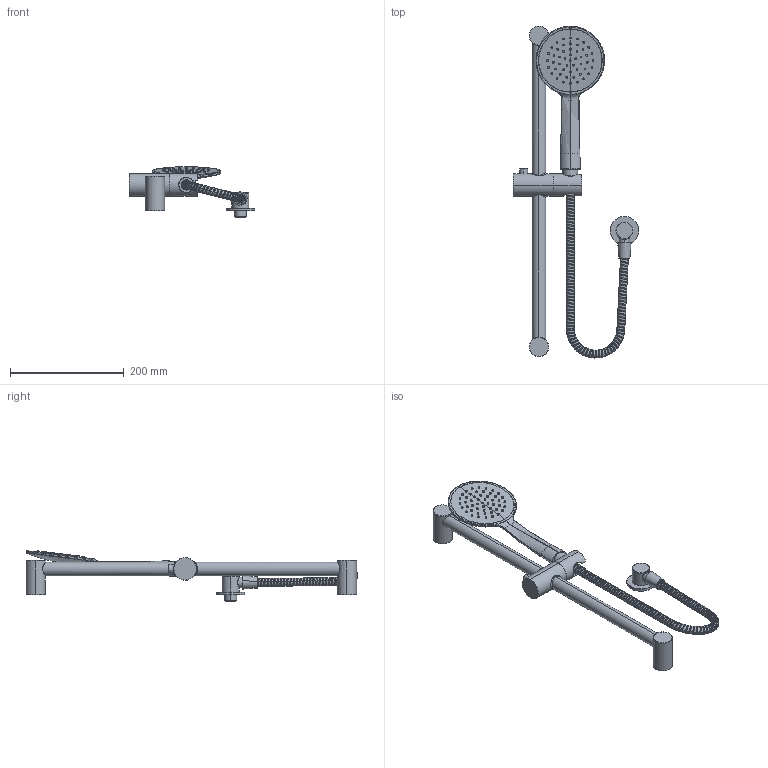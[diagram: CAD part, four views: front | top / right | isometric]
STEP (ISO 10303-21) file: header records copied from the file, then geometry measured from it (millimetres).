
FILE_DESCRIPTION (( 'STEP AP214' ), '1' );
FILE_NAME ('BLK.0011.STEP', '2022-12-05T14:08:27', ( 'Solid' ), ( '' ), 'SwSTEP 2.0', 'SolidWorks 2019', '' );
FILE_SCHEMA (( 'AUTOMOTIVE_DESIGN' ));
Length unit declared in the file: millimetre
Products named in the file (6): espelho suporte.SLDPRT 70; BLK.0011; rampa; bicha 2; tomada de agua luiheld; Chuveiro de mao lyra
Assembly tree (5 placements, depth 2):
  BLK.0011
    rampa
    tomada de agua luiheld
    espelho suporte.SLDPRT 70
    bicha 2
    Chuveiro de mao lyra
Bounding box: 220 x 582.45 x 88.59 mm (x, y, z)
Volume: 566259.6 mm3; surface area: 172131.7 mm2
Topology: 6 solids, 9 shells, 582 faces, 1466 edges, 954 vertices
Faces by surface type: bspline 286, cylinder 159, plane 106, torus 17, cone 8, sphere 6
Entity records: 226925 total; most frequent: CARTESIAN_POINT 213063, ORIENTED_EDGE 2908, DIRECTION 1634, EDGE_CURVE 1454, VERTEX_POINT 951, B_SPLINE_CURVE_WITH_KNOTS 767, AXIS2_PLACEMENT_3D 694, EDGE_LOOP 647
